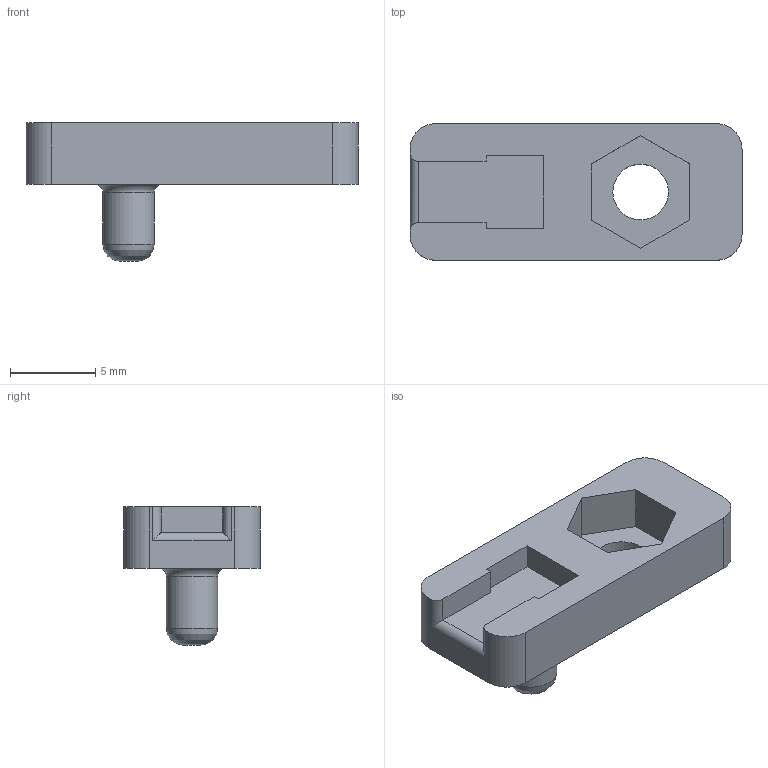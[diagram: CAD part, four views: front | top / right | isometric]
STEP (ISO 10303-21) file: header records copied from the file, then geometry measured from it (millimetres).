
FILE_DESCRIPTION(/* description */ (''),/* implementation_level */ '2;1');
FILE_NAME(/* name */ 'Hall_Effect_Pan_Mount.step',/* time_stamp */ '2022-03-07T12:47:57+00:00',/* author */ (''),/* organization */ (''),/* preprocessor_version */ 'ST-DEVELOPER v18.1',/* originating_system */ 'Autodesk Translation Framework v10.13.0.1454',/* authorisation */ '');
FILE_SCHEMA (('AUTOMOTIVE_DESIGN { 1 0 10303 214 3 1 1 }'));
Length unit declared in the file: millimetre
Products named in the file (1): Hall_Effect_Pan_Mount
Bounding box: 19.43 x 8 x 8.1 mm (x, y, z)
Volume: 454.7 mm3; surface area: 600.9 mm2
Topology: 1 solids, 1 shells, 33 faces, 84 edges, 55 vertices
Faces by surface type: plane 22, cylinder 9, torus 1, bspline 1
Full cylindrical faces by diameter (mm): 3 x1, 3.25 x1
Entity records: 1054 total; most frequent: CARTESIAN_POINT 199, DIRECTION 171, ORIENTED_EDGE 168, EDGE_CURVE 84, LINE 63, VECTOR 63, VERTEX_POINT 55, AXIS2_PLACEMENT_3D 54
